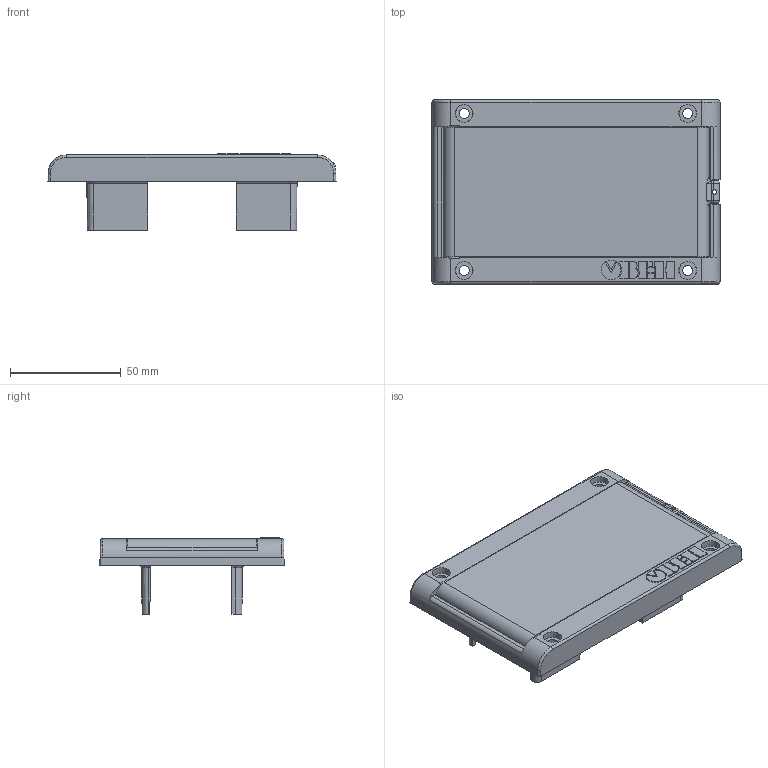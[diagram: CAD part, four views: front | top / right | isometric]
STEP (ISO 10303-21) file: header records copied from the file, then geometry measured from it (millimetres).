
FILE_DESCRIPTION(('STEP AP214'), '1');
FILE_NAME('3d_ramka_montazhnaya_96h48', '', ('UNSPECIFIED'), ('UNSPECIFIED'), 'C3D Converter', 'C3D Toolkit', '');
FILE_SCHEMA(('AUTOMOTIVE_DESIGN { 1 0 10303 214 3 1 1}'));
Length unit declared in the file: millimetre
Products named in the file (3): КУВФ.301121.410.1137 СБ; КУВФ.754142.420.804(рамка малая); КУВФ.735224.420.803(Стекло малое)_По умолчанию
Assembly tree (2 placements, depth 2):
  КУВФ.301121.410.1137 СБ
    КУВФ.754142.420.804(рамка малая)
    КУВФ.735224.420.803(Стекло малое)_По умолчанию
Bounding box: 130.17 x 83.21 x 34.5 mm (x, y, z)
Volume: 44197.2 mm3; surface area: 57294.8 mm2
Topology: 2 solids, 2 shells, 573 faces, 1525 edges, 984 vertices
Faces by surface type: plane 410, cylinder 91, cone 36, bspline 22, torus 14
Full cylindrical faces by diameter (mm): 2 x1, 4.5 x4
Entity records: 19782 total; most frequent: CARTESIAN_POINT 5769, ORIENTED_EDGE 3012, DIRECTION 2607, EDGE_CURVE 1506, LINE 1125, VECTOR 1125, VERTEX_POINT 984, AXIS2_PLACEMENT_3D 741
